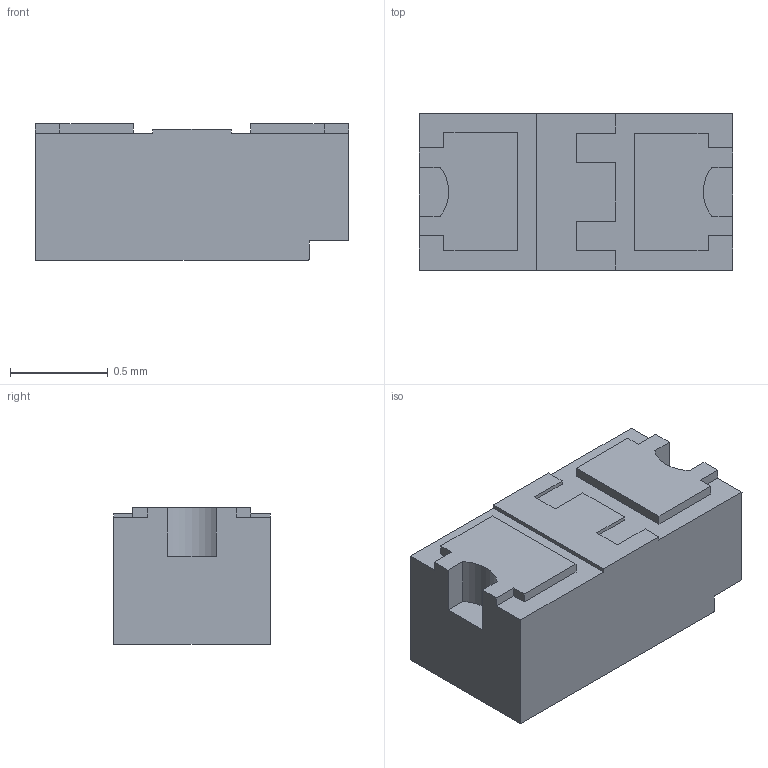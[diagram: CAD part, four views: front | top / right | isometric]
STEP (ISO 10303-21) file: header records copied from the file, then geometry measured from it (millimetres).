
FILE_DESCRIPTION((''),'2;1');
FILE_NAME('ACS','2020-05-18T',('STJ945188'),('Nihon Parametric Technology K.K.'),'CREO PARAMETRIC BY PTC INC, 2017480','CREO PARAMETRIC BY PTC INC, 2017480','');
FILE_SCHEMA(('CONFIG_CONTROL_DESIGN'));
Length unit declared in the file: millimetre
Products named in the file (1): ACS
Bounding box: 1.6 x 0.8 x 0.7 mm (x, y, z)
Volume: 0.8 mm3; surface area: 6 mm2
Topology: 1 solids, 1 shells, 45 faces, 129 edges, 86 vertices
Faces by surface type: plane 42, cylinder 3
Entity records: 1487 total; most frequent: CARTESIAN_POINT 260, ORIENTED_EDGE 258, DIRECTION 225, EDGE_CURVE 129, VECTOR 123, LINE 123, VERTEX_POINT 86, AXIS2_PLACEMENT_3D 51
